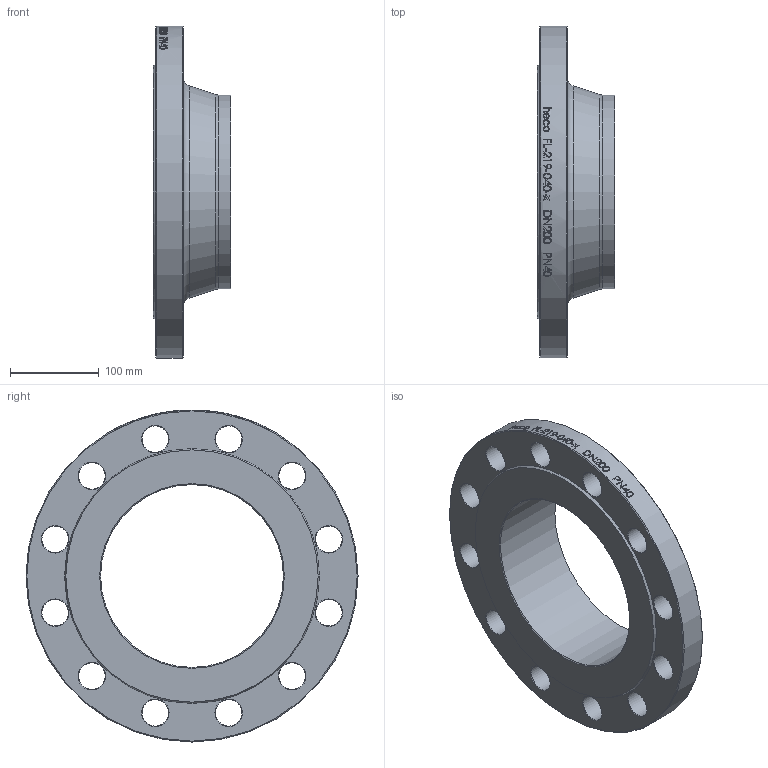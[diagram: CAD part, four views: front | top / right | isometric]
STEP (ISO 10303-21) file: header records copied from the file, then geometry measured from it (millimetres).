
FILE_DESCRIPTION (( 'STEP AP214' ), '1' );
FILE_NAME ('FL-219-040-x Vorschweissflansch PN40 DN200 iso DIN2635 2009.STEP', '2020-09-28T10:11:04', ( '' ), ( '' ), 'SwSTEP 2.0', 'SolidWorks 2019', '' );
FILE_SCHEMA (( 'AUTOMOTIVE_DESIGN' ));
Length unit declared in the file: millimetre
Products named in the file (1): FL-219-040-x Vorschweissflansch PN40 DN200 iso DIN2635 2009
Bounding box: 88 x 375 x 375 mm (x, y, z)
Volume: 2618114.6 mm3; surface area: 294481 mm2
Topology: 1 solids, 1 shells, 87 faces, 370 edges, 324 vertices
Faces by surface type: cylinder 52, cone 29, plane 4, torus 2
Full cylindrical faces by diameter (mm): 30 x12, 206.5 x1, 219.1 x1, 375 x1
Entity records: 9504 total; most frequent: CARTESIAN_POINT 6349, ORIENTED_EDGE 620, DIRECTION 466, EDGE_CURVE 310, VERTEX_POINT 310, AXIS2_PLACEMENT_3D 210, EDGE_LOOP 198, B_SPLINE_CURVE_WITH_KNOTS 142
